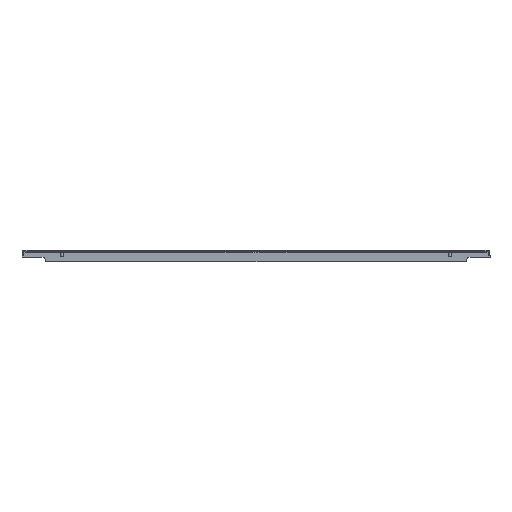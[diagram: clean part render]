
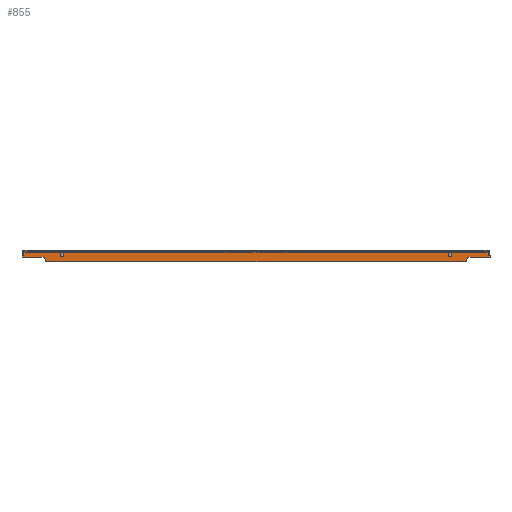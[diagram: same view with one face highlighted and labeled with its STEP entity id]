
A CAD part, front view. The second image highlights one B-rep face of the part: STEP entity #855.
In plain terms, the highlighted planar face has unit normal (0, -1, 0).
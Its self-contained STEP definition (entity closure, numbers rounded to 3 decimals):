
#124 = DIRECTION ( 'NONE',  ( 0., -1., 0. ) ) ;
#142 = DIRECTION ( 'NONE',  ( 0., 0., 1. ) ) ;
#167 = LINE ( 'NONE', #4558, #3033 ) ;
#223 = LINE ( 'NONE', #2093, #874 ) ;
#246 = ORIENTED_EDGE ( 'NONE', *, *, #2469, .T. ) ;
#293 = CARTESIAN_POINT ( 'NONE',  ( 526.086, 898.5, -25. ) ) ;
#389 = CARTESIAN_POINT ( 'NONE',  ( -586.086, 898.5, -3. ) ) ;
#474 = LINE ( 'NONE', #6624, #2068 ) ;
#553 = LINE ( 'NONE', #5442, #6482 ) ;
#653 = CARTESIAN_POINT ( 'NONE',  ( -526.086, 898.5, -30. ) ) ;
#695 = LINE ( 'NONE', #3159, #3991 ) ;
#769 = ORIENTED_EDGE ( 'NONE', *, *, #7625, .F. ) ;
#776 = CARTESIAN_POINT ( 'NONE',  ( 536.086, 898.5, -17.8 ) ) ;
#855 = ADVANCED_FACE ( 'NONE', ( #4730 ), #4771, .F. ) ;
#874 = VECTOR ( 'NONE', #5066, 1000. ) ;
#960 = EDGE_CURVE ( 'NONE', #6022, #2011, #5558, .T. ) ;
#981 = VERTEX_POINT ( 'NONE', #2339 ) ;
#1014 = CARTESIAN_POINT ( 'NONE',  ( -531.086, 898.5, -22.8 ) ) ;
#1116 = CIRCLE ( 'NONE', #5808, 5. ) ;
#1133 = CARTESIAN_POINT ( 'NONE',  ( -536.086, 898.5, -22.8 ) ) ;
#1203 = VECTOR ( 'NONE', #6815, 1000. ) ;
#1496 = ORIENTED_EDGE ( 'NONE', *, *, #2949, .T. ) ;
#1713 = VERTEX_POINT ( 'NONE', #6422 ) ;
#1724 = CARTESIAN_POINT ( 'NONE',  ( 0., 898.5, 0. ) ) ;
#1824 = DIRECTION ( 'NONE',  ( 0., 0., -1. ) ) ;
#1856 = EDGE_CURVE ( 'NONE', #2364, #2038, #1116, .T. ) ;
#1883 = CARTESIAN_POINT ( 'NONE',  ( -531.086, 898.5, -25. ) ) ;
#1912 = EDGE_CURVE ( 'NONE', #2209, #1713, #2270, .T. ) ;
#1991 = VERTEX_POINT ( 'NONE', #4490 ) ;
#2011 = VERTEX_POINT ( 'NONE', #5181 ) ;
#2033 = EDGE_CURVE ( 'NONE', #1991, #981, #2938, .T. ) ;
#2038 = VERTEX_POINT ( 'NONE', #776 ) ;
#2068 = VECTOR ( 'NONE', #3496, 1000. ) ;
#2093 = CARTESIAN_POINT ( 'NONE',  ( -586.086, 898.5, 0. ) ) ;
#2209 = VERTEX_POINT ( 'NONE', #4755 ) ;
#2270 = LINE ( 'NONE', #4747, #2810 ) ;
#2339 = CARTESIAN_POINT ( 'NONE',  ( 531.086, 898.5, -25. ) ) ;
#2364 = VERTEX_POINT ( 'NONE', #2461 ) ;
#2372 = VERTEX_POINT ( 'NONE', #3709 ) ;
#2409 = AXIS2_PLACEMENT_3D ( 'NONE', #1724, #5384, #4291 ) ;
#2461 = CARTESIAN_POINT ( 'NONE',  ( 531.086, 898.5, -22.8 ) ) ;
#2469 = EDGE_CURVE ( 'NONE', #7167, #3348, #7297, .T. ) ;
#2810 = VECTOR ( 'NONE', #7228, 1000. ) ;
#2932 = AXIS2_PLACEMENT_3D ( 'NONE', #293, #4033, #3314 ) ;
#2938 = CIRCLE ( 'NONE', #2932, 5. ) ;
#2944 = CARTESIAN_POINT ( 'NONE',  ( -589., 898.5, -3. ) ) ;
#2949 = EDGE_CURVE ( 'NONE', #6022, #1713, #223, .T. ) ;
#3032 = EDGE_LOOP ( 'NONE', ( #7709, #246, #4227, #3745, #6671, #4564, #769, #7796, #7847, #1496, #4076, #7018 ) ) ;
#3033 = VECTOR ( 'NONE', #4671, 1000. ) ;
#3159 = CARTESIAN_POINT ( 'NONE',  ( -531.086, 898.5, -30. ) ) ;
#3298 = CARTESIAN_POINT ( 'NONE',  ( -526.086, 898.5, -25. ) ) ;
#3314 = DIRECTION ( 'NONE',  ( 0., 0., 1. ) ) ;
#3348 = VERTEX_POINT ( 'NONE', #653 ) ;
#3493 = AXIS2_PLACEMENT_3D ( 'NONE', #1133, #7950, #4912 ) ;
#3496 = DIRECTION ( 'NONE',  ( -1., 0., 0. ) ) ;
#3709 = CARTESIAN_POINT ( 'NONE',  ( 586.086, 898.5, -17.8 ) ) ;
#3745 = ORIENTED_EDGE ( 'NONE', *, *, #2033, .T. ) ;
#3796 = AXIS2_PLACEMENT_3D ( 'NONE', #3298, #124, #7025 ) ;
#3991 = VECTOR ( 'NONE', #142, 1000. ) ;
#4033 = DIRECTION ( 'NONE',  ( 0., -1., 0. ) ) ;
#4076 = ORIENTED_EDGE ( 'NONE', *, *, #1912, .F. ) ;
#4168 = LINE ( 'NONE', #4296, #1203 ) ;
#4186 = EDGE_CURVE ( 'NONE', #2011, #2372, #4168, .T. ) ;
#4224 = CARTESIAN_POINT ( 'NONE',  ( 536.086, 898.5, -22.8 ) ) ;
#4227 = ORIENTED_EDGE ( 'NONE', *, *, #5104, .T. ) ;
#4291 = DIRECTION ( 'NONE',  ( 0., 0., 1. ) ) ;
#4296 = CARTESIAN_POINT ( 'NONE',  ( 586.086, 898.5, -1.5 ) ) ;
#4490 = CARTESIAN_POINT ( 'NONE',  ( 526.086, 898.5, -30. ) ) ;
#4558 = CARTESIAN_POINT ( 'NONE',  ( 0., 898.5, -30. ) ) ;
#4564 = ORIENTED_EDGE ( 'NONE', *, *, #1856, .T. ) ;
#4623 = VECTOR ( 'NONE', #7889, 1000. ) ;
#4671 = DIRECTION ( 'NONE',  ( 1., 0., 0. ) ) ;
#4730 = FACE_OUTER_BOUND ( 'NONE', #3032, .T. ) ;
#4747 = CARTESIAN_POINT ( 'NONE',  ( -586.086, 898.5, -17.8 ) ) ;
#4755 = CARTESIAN_POINT ( 'NONE',  ( -536.086, 898.5, -17.8 ) ) ;
#4771 = PLANE ( 'NONE',  #2409 ) ;
#4912 = DIRECTION ( 'NONE',  ( 0., 0., 1. ) ) ;
#5066 = DIRECTION ( 'NONE',  ( 0., 0., -1. ) ) ;
#5104 = EDGE_CURVE ( 'NONE', #3348, #1991, #167, .T. ) ;
#5181 = CARTESIAN_POINT ( 'NONE',  ( 586.086, 898.5, -3. ) ) ;
#5384 = DIRECTION ( 'NONE',  ( 0., 1., 0. ) ) ;
#5429 = CIRCLE ( 'NONE', #3493, 5. ) ;
#5442 = CARTESIAN_POINT ( 'NONE',  ( 531.086, 898.5, -30. ) ) ;
#5558 = LINE ( 'NONE', #2944, #4623 ) ;
#5808 = AXIS2_PLACEMENT_3D ( 'NONE', #4224, #5977, #6699 ) ;
#5977 = DIRECTION ( 'NONE',  ( 0., 1., 0. ) ) ;
#6022 = VERTEX_POINT ( 'NONE', #389 ) ;
#6422 = CARTESIAN_POINT ( 'NONE',  ( -586.086, 898.5, -17.8 ) ) ;
#6465 = EDGE_CURVE ( 'NONE', #7167, #7613, #695, .T. ) ;
#6482 = VECTOR ( 'NONE', #1824, 1000. ) ;
#6624 = CARTESIAN_POINT ( 'NONE',  ( 586.086, 898.5, -17.8 ) ) ;
#6671 = ORIENTED_EDGE ( 'NONE', *, *, #7544, .F. ) ;
#6699 = DIRECTION ( 'NONE',  ( 0., 0., 1. ) ) ;
#6815 = DIRECTION ( 'NONE',  ( 0., 0., -1. ) ) ;
#7018 = ORIENTED_EDGE ( 'NONE', *, *, #7623, .T. ) ;
#7025 = DIRECTION ( 'NONE',  ( 0., 0., 1. ) ) ;
#7167 = VERTEX_POINT ( 'NONE', #1883 ) ;
#7228 = DIRECTION ( 'NONE',  ( -1., 0., 0. ) ) ;
#7297 = CIRCLE ( 'NONE', #3796, 5. ) ;
#7544 = EDGE_CURVE ( 'NONE', #2364, #981, #553, .T. ) ;
#7613 = VERTEX_POINT ( 'NONE', #1014 ) ;
#7623 = EDGE_CURVE ( 'NONE', #2209, #7613, #5429, .T. ) ;
#7625 = EDGE_CURVE ( 'NONE', #2372, #2038, #474, .T. ) ;
#7709 = ORIENTED_EDGE ( 'NONE', *, *, #6465, .F. ) ;
#7796 = ORIENTED_EDGE ( 'NONE', *, *, #4186, .F. ) ;
#7847 = ORIENTED_EDGE ( 'NONE', *, *, #960, .F. ) ;
#7889 = DIRECTION ( 'NONE',  ( 1., 0., 0. ) ) ;
#7950 = DIRECTION ( 'NONE',  ( 0., 1., 0. ) ) ;
